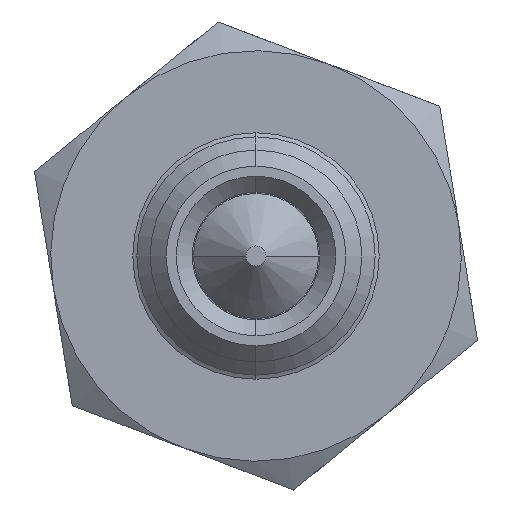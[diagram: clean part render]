
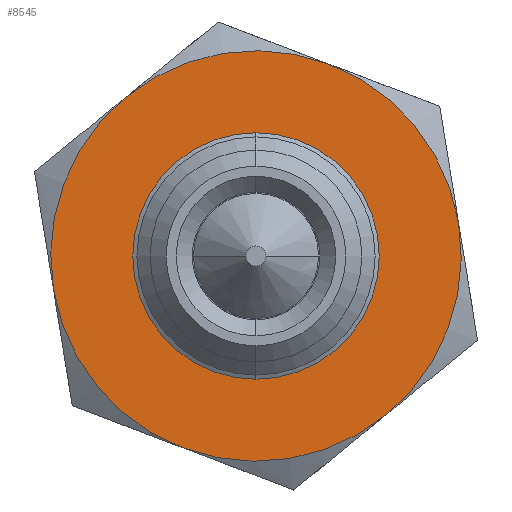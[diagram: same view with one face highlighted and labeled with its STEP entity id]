
A CAD part, left-side view. The second image highlights one B-rep face of the part: STEP entity #8545.
In plain terms, the highlighted face is planar.
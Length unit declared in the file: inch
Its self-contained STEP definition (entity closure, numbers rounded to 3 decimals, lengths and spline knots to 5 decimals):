
#1362 = CARTESIAN_POINT ( 'NONE',  ( 0., 0., 0. ) ) ;
#1363 = DIRECTION ( 'NONE',  ( 0., 0., -1. ) ) ;
#1364 = DIRECTION ( 'NONE',  ( -1., 0., 0. ) ) ;
#1365 = CARTESIAN_POINT ( 'NONE',  ( 0., 0., 0. ) ) ;
#1366 = DIRECTION ( 'NONE',  ( 0., 0., 1. ) ) ;
#1367 = DIRECTION ( 'NONE',  ( 1., 0., 0. ) ) ;
#1368 = CARTESIAN_POINT ( 'NONE',  ( 0., 0., 0. ) ) ;
#1369 = DIRECTION ( 'NONE',  ( 0., 0., -1. ) ) ;
#1370 = DIRECTION ( 'NONE',  ( -1., 0., 0. ) ) ;
#1371 = CARTESIAN_POINT ( 'NONE',  ( 0., 0., 0. ) ) ;
#1372 = DIRECTION ( 'NONE',  ( 0., 0., -1. ) ) ;
#1373 = DIRECTION ( 'NONE',  ( -1., 0., 0. ) ) ;
#1375 = CARTESIAN_POINT ( 'NONE',  ( 0., 0., 0. ) ) ;
#1376 = DIRECTION ( 'NONE',  ( 0., 0., -1. ) ) ;
#1378 = DIRECTION ( 'NONE',  ( -1., 0., 0. ) ) ;
#1415 = CARTESIAN_POINT ( 'NONE',  ( 0., 0., 0. ) ) ;
#1416 = DIRECTION ( 'NONE',  ( 0., 0., -1. ) ) ;
#1418 = DIRECTION ( 'NONE',  ( -1., 0., 0. ) ) ;
#2231 = ORIENTED_EDGE ( 'NONE', *, *, #8727, .F. ) ;
#2233 = ORIENTED_EDGE ( 'NONE', *, *, #8728, .F. ) ;
#2234 = ORIENTED_EDGE ( 'NONE', *, *, #8616, .F. ) ;
#2235 = ORIENTED_EDGE ( 'NONE', *, *, #8730, .F. ) ;
#2252 = ORIENTED_EDGE ( 'NONE', *, *, #8729, .F. ) ;
#2253 = ORIENTED_EDGE ( 'NONE', *, *, #8301, .T. ) ;
#2254 = ORIENTED_EDGE ( 'NONE', *, *, #8726, .F. ) ;
#2256 = ORIENTED_EDGE ( 'NONE', *, *, #8735, .F. ) ;
#3191 = AXIS2_PLACEMENT_3D ( 'NONE', #8899, #8920, #8922 ) ;
#3783 = CIRCLE ( 'NONE', #3787, 0.25591 ) ;
#3787 = AXIS2_PLACEMENT_3D ( 'NONE', #7395, #7363, #7548 ) ;
#3921 = CIRCLE ( 'NONE', #4101, 0.25591 ) ;
#3928 = CIRCLE ( 'NONE', #4228, 0.25591 ) ;
#3934 = CIRCLE ( 'NONE', #4089, 0.25591 ) ;
#3937 = CIRCLE ( 'NONE', #3945, 0.13386 ) ;
#3938 = CIRCLE ( 'NONE', #3946, 0.25591 ) ;
#3945 = AXIS2_PLACEMENT_3D ( 'NONE', #1365, #1366, #1367 ) ;
#3946 = AXIS2_PLACEMENT_3D ( 'NONE', #1362, #1363, #1364 ) ;
#4017 = CIRCLE ( 'NONE', #4027, 0.13386 ) ;
#4027 = AXIS2_PLACEMENT_3D ( 'NONE', #9378, #9379, #9381 ) ;
#4087 = AXIS2_PLACEMENT_3D ( 'NONE', #1371, #1372, #1373 ) ;
#4089 = AXIS2_PLACEMENT_3D ( 'NONE', #1368, #1369, #1370 ) ;
#4101 = AXIS2_PLACEMENT_3D ( 'NONE', #1375, #1376, #1378 ) ;
#4176 = CIRCLE ( 'NONE', #4087, 0.25591 ) ;
#4228 = AXIS2_PLACEMENT_3D ( 'NONE', #1415, #1416, #1418 ) ;
#4536 = CARTESIAN_POINT ( 'NONE',  ( -0.12795, -0.22162, 0. ) ) ;
#4544 = CARTESIAN_POINT ( 'NONE',  ( -0.25591, 0., 0. ) ) ;
#4557 = CARTESIAN_POINT ( 'NONE',  ( 0.25591, 0., 0. ) ) ;
#4562 = CARTESIAN_POINT ( 'NONE',  ( 0.13386, 0., 0. ) ) ;
#4564 = CARTESIAN_POINT ( 'NONE',  ( -0.12795, 0.22162, 0. ) ) ;
#4567 = CARTESIAN_POINT ( 'NONE',  ( 0.12795, 0.22162, 0. ) ) ;
#4636 = CARTESIAN_POINT ( 'NONE',  ( -0.13386, 0., 0. ) ) ;
#4639 = CARTESIAN_POINT ( 'NONE',  ( 0.12795, -0.22162, 0. ) ) ;
#6309 = EDGE_LOOP ( 'NONE', ( #2231, #2234 ) ) ;
#6534 = VERTEX_POINT ( 'NONE', #4639 ) ;
#6535 = VERTEX_POINT ( 'NONE', #4636 ) ;
#6597 = VERTEX_POINT ( 'NONE', #4567 ) ;
#6600 = VERTEX_POINT ( 'NONE', #4564 ) ;
#6601 = VERTEX_POINT ( 'NONE', #4562 ) ;
#6604 = VERTEX_POINT ( 'NONE', #4557 ) ;
#6616 = VERTEX_POINT ( 'NONE', #4544 ) ;
#6624 = VERTEX_POINT ( 'NONE', #4536 ) ;
#6756 = EDGE_LOOP ( 'NONE', ( #2233, #2252, #2235, #2254, #2253, #2256 ) ) ;
#7363 = DIRECTION ( 'NONE',  ( 0., 0., 1. ) ) ;
#7395 = CARTESIAN_POINT ( 'NONE',  ( 0., 0., 0. ) ) ;
#7548 = DIRECTION ( 'NONE',  ( 1., 0., 0. ) ) ;
#8301 = EDGE_CURVE ( 'NONE', #6604, #6597, #3783, .T. ) ;
#8545 = ADVANCED_FACE ( 'NONE', ( #8915, #8909 ), #8917, .F. ) ;
#8616 = EDGE_CURVE ( 'NONE', #6535, #6601, #4017, .T. ) ;
#8726 = EDGE_CURVE ( 'NONE', #6604, #6534, #3938, .T. ) ;
#8727 = EDGE_CURVE ( 'NONE', #6601, #6535, #3937, .T. ) ;
#8728 = EDGE_CURVE ( 'NONE', #6616, #6600, #3934, .T. ) ;
#8729 = EDGE_CURVE ( 'NONE', #6624, #6616, #4176, .T. ) ;
#8730 = EDGE_CURVE ( 'NONE', #6534, #6624, #3921, .T. ) ;
#8735 = EDGE_CURVE ( 'NONE', #6600, #6597, #3928, .T. ) ;
#8899 = CARTESIAN_POINT ( 'NONE',  ( 0., 0.29549, 0. ) ) ;
#8909 = FACE_OUTER_BOUND ( 'NONE', #6756, .T. ) ;
#8915 = FACE_BOUND ( 'NONE', #6309, .T. ) ;
#8917 = PLANE ( 'NONE',  #3191 ) ;
#8920 = DIRECTION ( 'NONE',  ( 0., 0., -1. ) ) ;
#8922 = DIRECTION ( 'NONE',  ( -1., 0., 0. ) ) ;
#9378 = CARTESIAN_POINT ( 'NONE',  ( 0., 0., 0. ) ) ;
#9379 = DIRECTION ( 'NONE',  ( 0., 0., 1. ) ) ;
#9381 = DIRECTION ( 'NONE',  ( 1., 0., 0. ) ) ;
